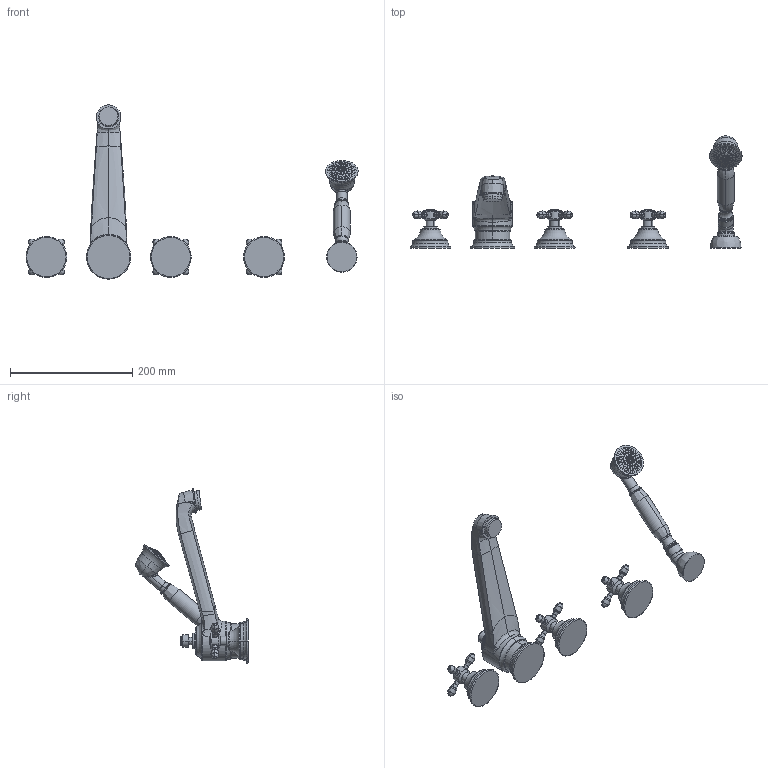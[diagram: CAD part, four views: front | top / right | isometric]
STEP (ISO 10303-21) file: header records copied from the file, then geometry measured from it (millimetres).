
FILE_DESCRIPTION((''),'2;1');
FILE_NAME('3-1647','2021-03-17T15:11:09',('jinson.thomas'),(''),'CREO PARAMETRIC BY PTC INC, 2018400','CREO PARAMETRIC BY PTC INC, 2018400','');
FILE_SCHEMA(('CONFIG_CONTROL_DESIGN'));
Products named in the file (1): 3-1647
Bounding box: 542.35 x 183.64 x 284.77 mm (x, y, z)
Volume: 941288.6 mm3; surface area: 133934.1 mm2
Topology: 5 solids, 5 shells, 1431 faces, 3523 edges, 2220 vertices
Faces by surface type: cylinder 502, plane 481, bspline 146, torus 116, sphere 90, cone 76, extrusion 20
Entity records: 59262 total; most frequent: CARTESIAN_POINT 26594, ORIENTED_EDGE 6982, DIRECTION 6657, EDGE_CURVE 3491, AXIS2_PLACEMENT_3D 2814, VERTEX_POINT 2220, EDGE_LOOP 1581, CIRCLE 1549
